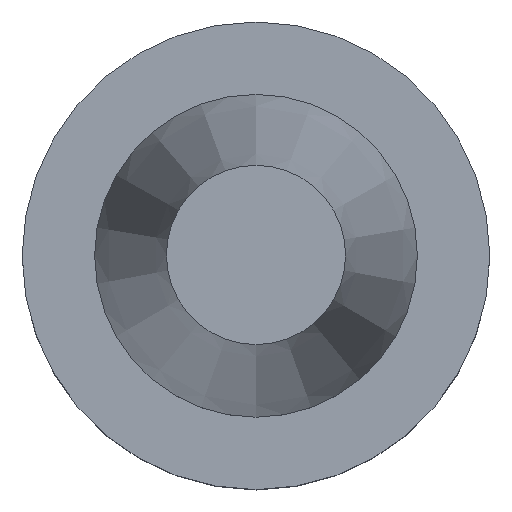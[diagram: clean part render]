
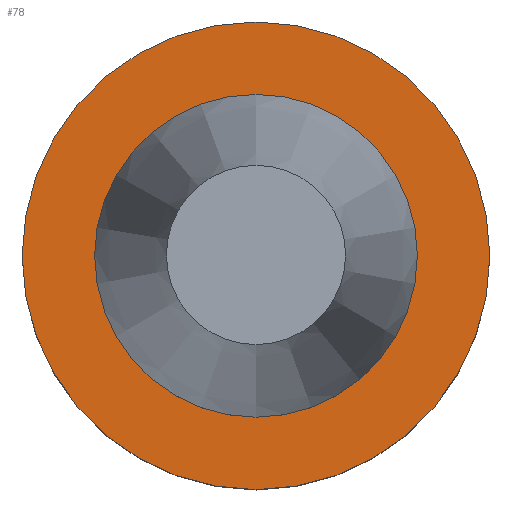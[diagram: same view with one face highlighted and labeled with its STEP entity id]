
A CAD part, top view. The second image highlights one B-rep face of the part: STEP entity #78.
In plain terms, the highlighted planar face has unit normal (0, 0, 1).
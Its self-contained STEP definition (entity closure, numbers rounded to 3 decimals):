
#78=ADVANCED_FACE('',(#105,#106),#107,.T.);
#105=FACE_OUTER_BOUND('',#166,.T.);
#106=FACE_BOUND('',#167,.T.);
#107=PLANE('',#168);
#166=EDGE_LOOP('',(#233));
#167=EDGE_LOOP('',(#234));
#168=AXIS2_PLACEMENT_3D('',#235,#236,#237);
#233=ORIENTED_EDGE('',*,*,#325,.F.);
#234=ORIENTED_EDGE('',*,*,#324,.T.);
#235=CARTESIAN_POINT('',(0.,19.438,-1.));
#236=DIRECTION('',(0.,0.,1.0));
#237=DIRECTION('',(0.,-1.0,0.));
#324=EDGE_CURVE('',#346,#346,#347,.T.);
#325=EDGE_CURVE('',#348,#348,#349,.T.);
#346=VERTEX_POINT('',#386);
#347=CIRCLE('',#387,15.875);
#348=VERTEX_POINT('',#388);
#349=CIRCLE('',#389,23.0);
#386=CARTESIAN_POINT('',(0.,15.875,-1.));
#387=AXIS2_PLACEMENT_3D('',#428,#429,#430);
#388=CARTESIAN_POINT('',(0.,23.0,-1.));
#389=AXIS2_PLACEMENT_3D('',#431,#432,#433);
#428=CARTESIAN_POINT('',(0.,0.,-1.));
#429=DIRECTION('',(0.,0.,-1.0));
#430=DIRECTION('',(0.,1.0,0.));
#431=CARTESIAN_POINT('',(0.,0.,-1.));
#432=DIRECTION('',(0.,0.,-1.0));
#433=DIRECTION('',(0.,1.0,0.));
